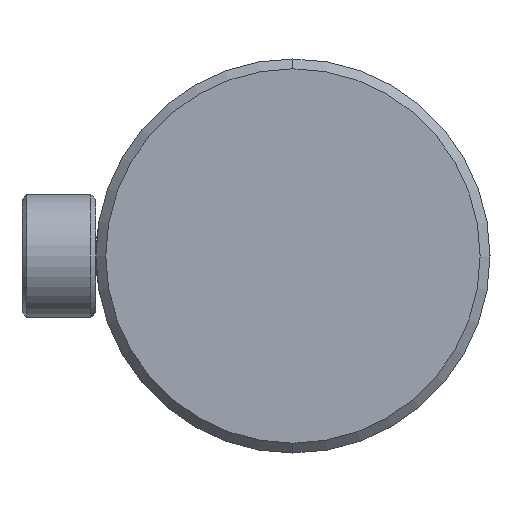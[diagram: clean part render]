
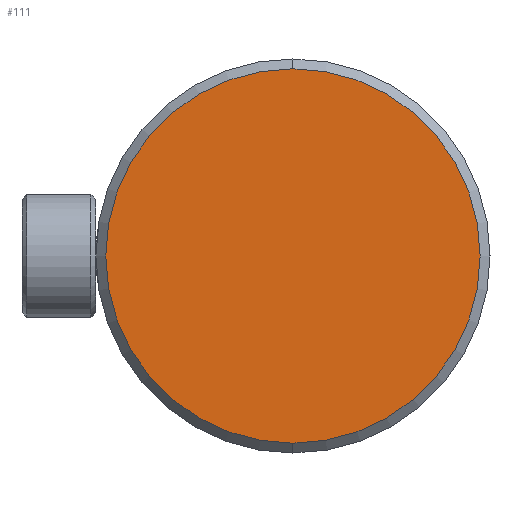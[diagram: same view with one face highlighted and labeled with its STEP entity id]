
A CAD part, left-side view. The second image highlights one B-rep face of the part: STEP entity #111.
In plain terms, the highlighted planar face has unit normal (-1, 0, 0).
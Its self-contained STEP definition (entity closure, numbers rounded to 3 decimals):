
#111 = ADVANCED_FACE ( 'NONE', ( #3145 ), #496, .T. ) ;
#130 = AXIS2_PLACEMENT_3D ( 'NONE', #940, #2349, #3117 ) ;
#246 = DIRECTION ( 'NONE',  ( -1., 0., 0. ) ) ;
#496 = PLANE ( 'NONE',  #760 ) ;
#574 = VERTEX_POINT ( 'NONE', #743 ) ;
#691 = DIRECTION ( 'NONE',  ( 1., 0., 0. ) ) ;
#732 = EDGE_CURVE ( 'NONE', #574, #2208, #794, .T. ) ;
#743 = CARTESIAN_POINT ( 'NONE',  ( -15., 0., -38. ) ) ;
#760 = AXIS2_PLACEMENT_3D ( 'NONE', #762, #246, #2666 ) ;
#762 = CARTESIAN_POINT ( 'NONE',  ( -15., 0., 0. ) ) ;
#794 = CIRCLE ( 'NONE', #1183, 38. ) ;
#940 = CARTESIAN_POINT ( 'NONE',  ( -15., 0., 0. ) ) ;
#977 = ORIENTED_EDGE ( 'NONE', *, *, #732, .F. ) ;
#1124 = ORIENTED_EDGE ( 'NONE', *, *, #2115, .F. ) ;
#1183 = AXIS2_PLACEMENT_3D ( 'NONE', #2784, #691, #1658 ) ;
#1294 = CIRCLE ( 'NONE', #130, 38. ) ;
#1658 = DIRECTION ( 'NONE',  ( 0., 0., -1. ) ) ;
#1721 = CARTESIAN_POINT ( 'NONE',  ( -15., 0., 38. ) ) ;
#2115 = EDGE_CURVE ( 'NONE', #2208, #574, #1294, .T. ) ;
#2208 = VERTEX_POINT ( 'NONE', #1721 ) ;
#2349 = DIRECTION ( 'NONE',  ( 1., 0., 0. ) ) ;
#2666 = DIRECTION ( 'NONE',  ( 0., 0., 1. ) ) ;
#2784 = CARTESIAN_POINT ( 'NONE',  ( -15., 0., 0. ) ) ;
#2905 = EDGE_LOOP ( 'NONE', ( #977, #1124 ) ) ;
#3117 = DIRECTION ( 'NONE',  ( 0., 0., -1. ) ) ;
#3145 = FACE_OUTER_BOUND ( 'NONE', #2905, .T. ) ;
